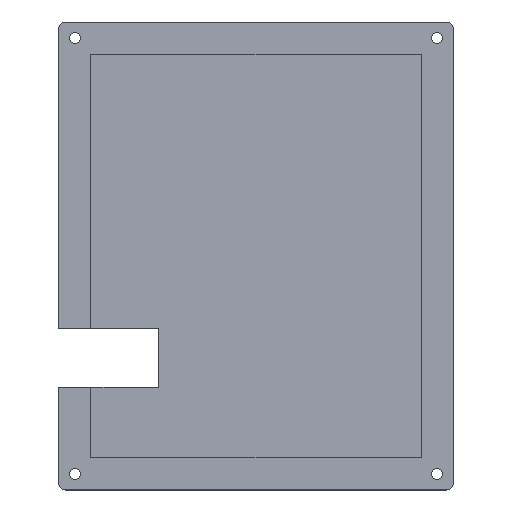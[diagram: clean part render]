
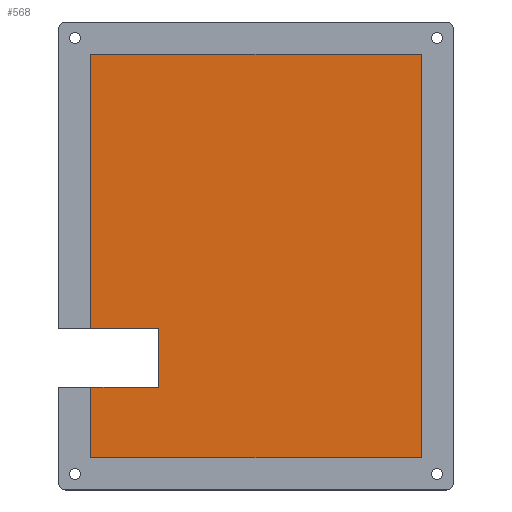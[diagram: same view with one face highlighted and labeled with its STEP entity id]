
A CAD part, top view. The second image highlights one B-rep face of the part: STEP entity #568.
In plain terms, the highlighted planar face has unit normal (0, 0, 1).
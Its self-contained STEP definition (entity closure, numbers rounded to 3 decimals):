
#37=PLANE('',#631);
#62=FACE_OUTER_BOUND('',#102,.T.);
#102=EDGE_LOOP('',(#477,#478,#479,#480,#481,#482,#483,#484));
#152=LINE('',#919,#206);
#156=LINE('',#925,#210);
#158=LINE('',#929,#212);
#161=LINE('',#934,#215);
#164=LINE('',#939,#218);
#165=LINE('',#943,#219);
#166=LINE('',#945,#220);
#167=LINE('',#946,#221);
#206=VECTOR('',#740,10.);
#210=VECTOR('',#746,10.);
#212=VECTOR('',#750,10.);
#215=VECTOR('',#755,10.);
#218=VECTOR('',#760,10.);
#219=VECTOR('',#765,10.);
#220=VECTOR('',#766,10.);
#221=VECTOR('',#767,10.);
#292=VERTEX_POINT('',#917);
#293=VERTEX_POINT('',#918);
#294=VERTEX_POINT('',#924);
#295=VERTEX_POINT('',#928);
#296=VERTEX_POINT('',#933);
#297=VERTEX_POINT('',#937);
#298=VERTEX_POINT('',#942);
#299=VERTEX_POINT('',#944);
#353=EDGE_CURVE('',#292,#293,#152,.T.);
#357=EDGE_CURVE('',#294,#292,#156,.T.);
#359=EDGE_CURVE('',#295,#294,#158,.T.);
#362=EDGE_CURVE('',#295,#296,#161,.T.);
#365=EDGE_CURVE('',#297,#293,#164,.T.);
#366=EDGE_CURVE('',#298,#297,#165,.T.);
#367=EDGE_CURVE('',#299,#298,#166,.T.);
#368=EDGE_CURVE('',#296,#299,#167,.T.);
#477=ORIENTED_EDGE('',*,*,#353,.T.);
#478=ORIENTED_EDGE('',*,*,#365,.F.);
#479=ORIENTED_EDGE('',*,*,#366,.F.);
#480=ORIENTED_EDGE('',*,*,#367,.F.);
#481=ORIENTED_EDGE('',*,*,#368,.F.);
#482=ORIENTED_EDGE('',*,*,#362,.F.);
#483=ORIENTED_EDGE('',*,*,#359,.T.);
#484=ORIENTED_EDGE('',*,*,#357,.T.);
#568=ADVANCED_FACE('',(#62),#37,.T.);
#631=AXIS2_PLACEMENT_3D('',#941,#763,#764);
#740=DIRECTION('',(-1.,0.,0.));
#746=DIRECTION('',(0.,-1.,0.));
#750=DIRECTION('',(1.,0.,0.));
#755=DIRECTION('',(0.,1.,0.));
#760=DIRECTION('',(0.,1.,0.));
#763=DIRECTION('center_axis',(0.,0.,1.));
#764=DIRECTION('ref_axis',(1.,0.,0.));
#765=DIRECTION('',(-1.,0.,0.));
#766=DIRECTION('',(0.,-1.,0.));
#767=DIRECTION('',(1.,0.,0.));
#917=CARTESIAN_POINT('',(-35.848,-56.001,3.));
#918=CARTESIAN_POINT('',(-56.848,-56.001,3.));
#919=CARTESIAN_POINT('',(-20.598,-56.001,3.));
#924=CARTESIAN_POINT('',(-35.848,-37.501,3.));
#925=CARTESIAN_POINT('',(-35.848,-26.251,3.));
#928=CARTESIAN_POINT('',(-56.848,-37.501,3.));
#929=CARTESIAN_POINT('',(-36.098,-37.501,3.));
#933=CARTESIAN_POINT('',(-56.848,47.999,3.));
#934=CARTESIAN_POINT('',(-56.848,-46.501,3.));
#937=CARTESIAN_POINT('',(-56.848,-78.001,3.));
#939=CARTESIAN_POINT('',(-56.848,-46.501,3.));
#941=CARTESIAN_POINT('Origin',(-5.348,-15.001,3.));
#942=CARTESIAN_POINT('',(46.152,-78.001,3.));
#943=CARTESIAN_POINT('',(20.402,-78.001,3.));
#944=CARTESIAN_POINT('',(46.152,47.999,3.));
#945=CARTESIAN_POINT('',(46.152,16.499,3.));
#946=CARTESIAN_POINT('',(-31.098,47.999,3.));
